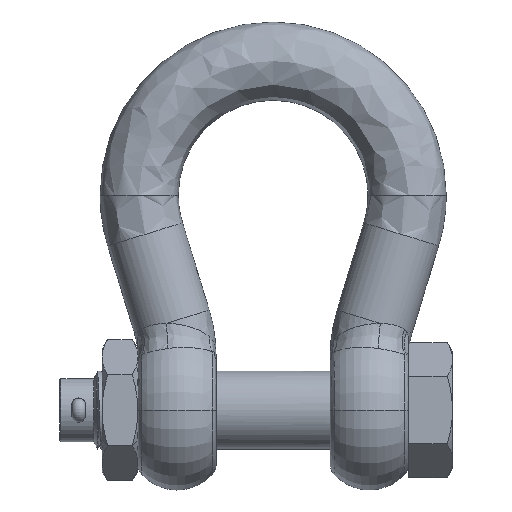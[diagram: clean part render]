
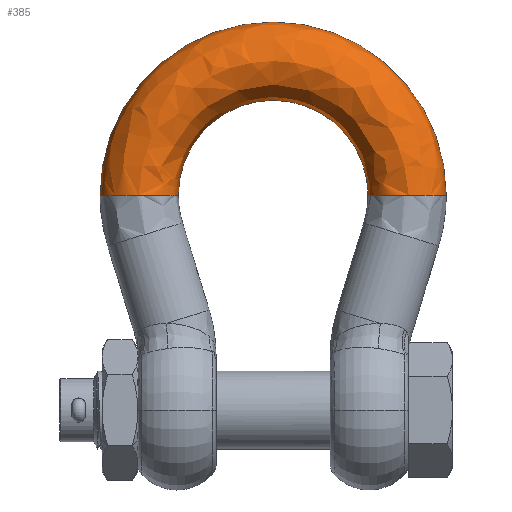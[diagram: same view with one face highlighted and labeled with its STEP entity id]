
A CAD part, top view. The second image highlights one B-rep face of the part: STEP entity #385.
In plain terms, the highlighted free-form (B-spline) face has degree [3, 3] with [4, 4] control points.
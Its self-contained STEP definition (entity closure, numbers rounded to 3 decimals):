
#385=ADVANCED_FACE('NONE',(#1527),#1528,.F.);
#1527=FACE_OUTER_BOUND('',#4514,.T.);
#1528=(B_SPLINE_SURFACE(3,3,((#4516,#4517,#4518,#4519),(#4520,#4521,#4522,#4523),(#4524,#4525,#4526,#4527),(#4528,#4529,#4530,#4531)),.UNSPECIFIED.,.F.,.F.,.F.)B_SPLINE_SURFACE_WITH_KNOTS((4,4),(4,4),(0.0,1.0),(0.0,1.0),.UNSPECIFIED.)RATIONAL_B_SPLINE_SURFACE(((1.0,0.333,0.333,1.0),(0.333,0.111,0.111,0.333),(0.333,0.111,0.111,0.333),(1.0,0.333,0.333,1.0)))BOUNDED_SURFACE()REPRESENTATION_ITEM('')GEOMETRIC_REPRESENTATION_ITEM()SURFACE());
#4514=EDGE_LOOP('',(#15931,#15932,#15933,#15934));
#4516=CARTESIAN_POINT('',(-69.005,156.5,0.));
#4517=CARTESIAN_POINT('',(-69.005,294.51,0.));
#4518=CARTESIAN_POINT('',(69.005,294.51,0.));
#4519=CARTESIAN_POINT('',(69.005,156.5,0.));
#4520=CARTESIAN_POINT('',(-69.005,156.5,56.99));
#4521=CARTESIAN_POINT('',(-69.005,294.51,56.99));
#4522=CARTESIAN_POINT('',(69.005,294.51,56.99));
#4523=CARTESIAN_POINT('',(69.005,156.5,56.99));
#4524=CARTESIAN_POINT('',(-125.995,156.5,56.99));
#4525=CARTESIAN_POINT('',(-125.995,408.49,56.99));
#4526=CARTESIAN_POINT('',(125.995,408.49,56.99));
#4527=CARTESIAN_POINT('',(125.995,156.5,56.99));
#4528=CARTESIAN_POINT('',(-125.995,156.5,0.));
#4529=CARTESIAN_POINT('',(-125.995,408.49,0.));
#4530=CARTESIAN_POINT('',(125.995,408.49,0.));
#4531=CARTESIAN_POINT('',(125.995,156.5,0.));
#15931=ORIENTED_EDGE('',*,*,#21091,.F.);
#15932=ORIENTED_EDGE('',*,*,#21109,.F.);
#15933=ORIENTED_EDGE('',*,*,#21110,.T.);
#15934=ORIENTED_EDGE('',*,*,#21107,.F.);
#21091=EDGE_CURVE('NONE',#24599,#24598,#24601,.T.);
#21107=EDGE_CURVE('NONE',#24598,#24625,#24626,.T.);
#21109=EDGE_CURVE('NONE',#24627,#24599,#24629,.T.);
#21110=EDGE_CURVE('NONE',#24627,#24625,#24630,.T.);
#24598=VERTEX_POINT('NONE',#33364);
#24599=VERTEX_POINT('NONE',#33365);
#24601=B_SPLINE_CURVE_WITH_KNOTS('',3,(#33400,#33401,#33402,#33403,#33404,#33405,#33406,#33407,#33408,#33409,#33410,#33411,#33412,#33413,#33414,#33415,#33416,#33417,#33418,#33419,#33420,#33421,#33422,#33423,#33424,#33425,#33426,#33427,#33428,#33429,#33430,#33431,#33432,#33433),.UNSPECIFIED.,.F.,.F.,(4,2,2,2,2,2,2,2,2,2,2,2,2,2,2,2,4),(0.0,0.063,0.125,0.188,0.25,0.313,0.375,0.438,0.5,0.563,0.625,0.688,0.75,0.813,0.875,0.938,1.0),.UNSPECIFIED.);
#24625=VERTEX_POINT('NONE',#33557);
#24626=CIRCLE('',#33558,125.995);
#24627=VERTEX_POINT('NONE',#33559);
#24629=CIRCLE('',#33571,69.005);
#24630=(B_SPLINE_CURVE(3,(#33573,#33574,#33575,#33576),.UNSPECIFIED.,.F.,.F.)B_SPLINE_CURVE_WITH_KNOTS((4,4),(0.0,1.0),.UNSPECIFIED.)RATIONAL_B_SPLINE_CURVE((1.0,0.333,0.333,1.0))BOUNDED_CURVE()REPRESENTATION_ITEM('')GEOMETRIC_REPRESENTATION_ITEM()CURVE());
#33364=CARTESIAN_POINT('',(-125.995,156.5,0.));
#33365=CARTESIAN_POINT('',(-69.005,156.5,0.));
#33400=CARTESIAN_POINT('',(-69.005,156.5,0.));
#33401=CARTESIAN_POINT('',(-69.005,156.5,1.872));
#33402=CARTESIAN_POINT('',(-69.187,156.5,3.724));
#33403=CARTESIAN_POINT('',(-69.918,156.5,7.395));
#33404=CARTESIAN_POINT('',(-70.458,156.5,9.176));
#33405=CARTESIAN_POINT('',(-71.89,156.5,12.633));
#33406=CARTESIAN_POINT('',(-72.768,156.5,14.275));
#33407=CARTESIAN_POINT('',(-74.847,156.5,17.387));
#33408=CARTESIAN_POINT('',(-76.028,156.5,18.826));
#33409=CARTESIAN_POINT('',(-78.674,156.5,21.472));
#33410=CARTESIAN_POINT('',(-80.113,156.5,22.653));
#33411=CARTESIAN_POINT('',(-83.225,156.5,24.732));
#33412=CARTESIAN_POINT('',(-84.867,156.5,25.61));
#33413=CARTESIAN_POINT('',(-88.324,156.5,27.042));
#33414=CARTESIAN_POINT('',(-90.106,156.5,27.582));
#33415=CARTESIAN_POINT('',(-93.776,156.5,28.313));
#33416=CARTESIAN_POINT('',(-95.629,156.5,28.495));
#33417=CARTESIAN_POINT('',(-99.371,156.5,28.495));
#33418=CARTESIAN_POINT('',(-101.224,156.5,28.313));
#33419=CARTESIAN_POINT('',(-104.895,156.5,27.582));
#33420=CARTESIAN_POINT('',(-106.676,156.5,27.042));
#33421=CARTESIAN_POINT('',(-110.133,156.5,25.61));
#33422=CARTESIAN_POINT('',(-111.775,156.5,24.732));
#33423=CARTESIAN_POINT('',(-114.887,156.5,22.653));
#33424=CARTESIAN_POINT('',(-116.326,156.5,21.472));
#33425=CARTESIAN_POINT('',(-118.972,156.5,18.826));
#33426=CARTESIAN_POINT('',(-120.153,156.5,17.387));
#33427=CARTESIAN_POINT('',(-122.232,156.5,14.275));
#33428=CARTESIAN_POINT('',(-123.11,156.5,12.633));
#33429=CARTESIAN_POINT('',(-124.542,156.5,9.176));
#33430=CARTESIAN_POINT('',(-125.083,156.5,7.394));
#33431=CARTESIAN_POINT('',(-125.812,156.5,3.724));
#33432=CARTESIAN_POINT('',(-125.995,156.5,1.871));
#33433=CARTESIAN_POINT('',(-125.995,156.5,0.));
#33557=CARTESIAN_POINT('',(125.995,156.5,0.));
#33558=AXIS2_PLACEMENT_3D('',#41831,#41832,#41833);
#33559=CARTESIAN_POINT('',(69.005,156.5,0.));
#33571=AXIS2_PLACEMENT_3D('',#41834,#41835,#41836);
#33573=CARTESIAN_POINT('',(69.005,156.5,0.));
#33574=CARTESIAN_POINT('',(69.005,156.5,56.99));
#33575=CARTESIAN_POINT('',(125.995,156.5,56.99));
#33576=CARTESIAN_POINT('',(125.995,156.5,0.));
#41831=CARTESIAN_POINT('',(0.0,156.5,0.));
#41832=DIRECTION('',(0.0,0.0,-1.0));
#41833=DIRECTION('',(-1.0,0.0,0.0));
#41834=CARTESIAN_POINT('',(0.0,156.5,0.));
#41835=DIRECTION('',(0.0,0.0,1.0));
#41836=DIRECTION('',(-1.0,0.0,0.0));
